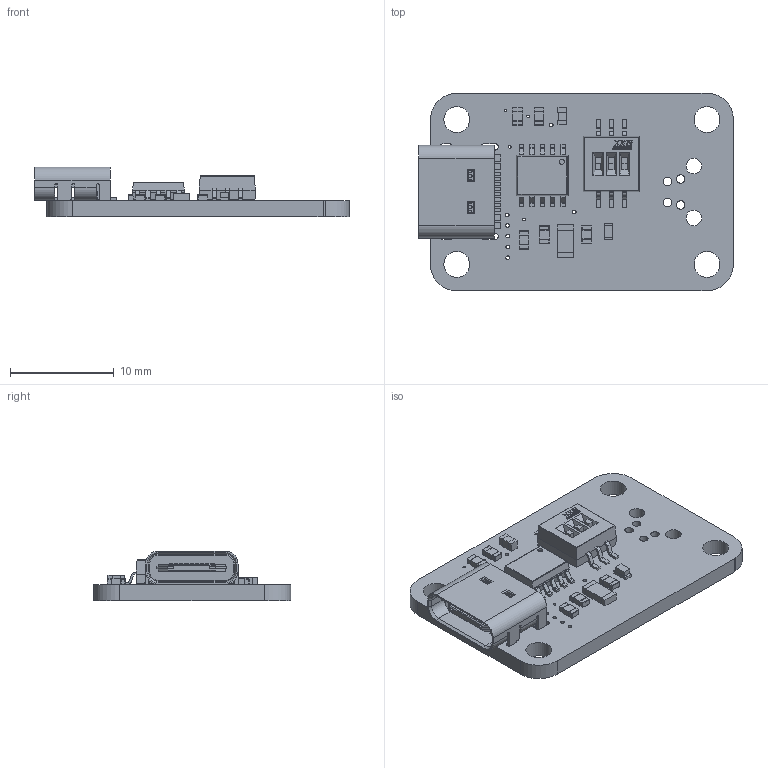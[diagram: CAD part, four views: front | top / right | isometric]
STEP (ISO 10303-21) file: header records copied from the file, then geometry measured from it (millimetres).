
FILE_DESCRIPTION(/* description */ (''),/* implementation_level */ '2;1');
FILE_NAME(/* name */ 'USB-C-PD-CH224K v4.step',/* time_stamp */ '2024-01-12T14:54:41+01:00',/* author */ (''),/* organization */ (''),/* preprocessor_version */ 'ST-DEVELOPER v20',/* originating_system */ 'Autodesk Translation Framework v12.14.0.127',/* authorisation */ '');
FILE_SCHEMA (('AUTOMOTIVE_DESIGN { 1 0 10303 214 3 1 1 }'));
Length unit declared in the file: millimetre
Products named in the file (15): USB-C-PD-CH224K; Board; Packages; CHIP-LED0603; SOP100P600X180-11N; Body; PinsArrayLR; ThermalPad; C0603; USBC_USB-C-16P-5; LASKKIT_10MM_SILKSCREEN; 2,5-PAD; DSHP03TSS; R0603; R1206
Assembly tree (21 placements, depth 4):
  USB-C-PD-CH224K
    Board
    Packages
      CHIP-LED0603
      SOP100P600X180-11N
        Body
        PinsArrayLR
        ThermalPad
      C0603
      USBC_USB-C-16P-5
      LASKKIT_10MM_SILKSCREEN
      2,5-PAD  x4
      DSHP03TSS
      R0603  x5
      R1206
Bounding box: 30.35 x 19.05 x 4.81 mm (x, y, z)
Volume: 1039.4 mm3; surface area: 2185 mm2
Topology: 46 solids, 46 shells, 1518 faces, 3835 edges, 2434 vertices
Faces by surface type: plane 1081, cylinder 331, sphere 86, torus 12, cone 6, bspline 2
Full cylindrical faces by diameter (mm): 0.25 x11, 0.35 x13, 0.487 x1, 0.5 x2, 0.813 x4, 1.5 x2, 2.5 x4
Entity records: 40495 total; most frequent: CARTESIAN_POINT 7069, ORIENTED_EDGE 6790, DIRECTION 6531, EDGE_CURVE 3395, LINE 2909, VECTOR 2909, VERTEX_POINT 2210, AXIS2_PLACEMENT_3D 1811
